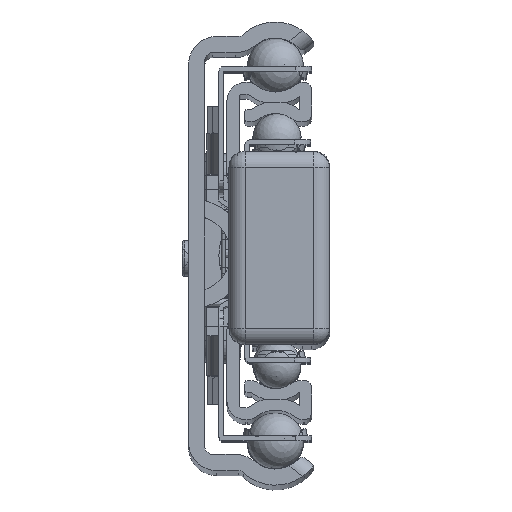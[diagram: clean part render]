
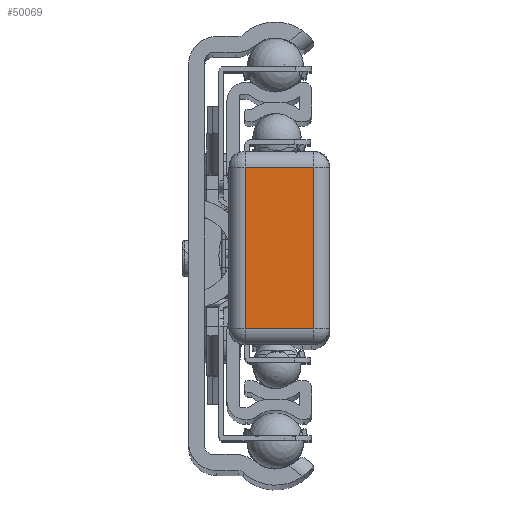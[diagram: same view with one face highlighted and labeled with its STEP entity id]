
A CAD part, top view. The second image highlights one B-rep face of the part: STEP entity #50069.
In plain terms, the highlighted planar face has unit normal (0, 0, 1).
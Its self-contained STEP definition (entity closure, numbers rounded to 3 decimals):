
#2661=PLANE('',#53494);
#5007=FACE_OUTER_BOUND('',#7616,.T.);
#7616=EDGE_LOOP('',(#35933,#35934,#35935,#35936));
#10623=LINE('',#77859,#14369);
#10625=LINE('',#77867,#14371);
#10627=LINE('',#77877,#14373);
#10629=LINE('',#77886,#14375);
#14369=VECTOR('',#60573,10.);
#14371=VECTOR('',#60581,10.);
#14373=VECTOR('',#60593,10.);
#14375=VECTOR('',#60605,10.);
#20472=VERTEX_POINT('',#77856);
#20473=VERTEX_POINT('',#77858);
#20476=VERTEX_POINT('',#77866);
#20479=VERTEX_POINT('',#77876);
#26221=EDGE_CURVE('',#20472,#20473,#10623,.T.);
#26225=EDGE_CURVE('',#20473,#20476,#10625,.T.);
#26230=EDGE_CURVE('',#20476,#20479,#10627,.T.);
#26235=EDGE_CURVE('',#20479,#20472,#10629,.T.);
#35933=ORIENTED_EDGE('',*,*,#26221,.F.);
#35934=ORIENTED_EDGE('',*,*,#26235,.F.);
#35935=ORIENTED_EDGE('',*,*,#26230,.F.);
#35936=ORIENTED_EDGE('',*,*,#26225,.F.);
#50069=ADVANCED_FACE('',(#5007),#2661,.T.);
#53494=AXIS2_PLACEMENT_3D('',#77900,#60627,#60628);
#60573=DIRECTION('',(0.,1.,0.));
#60581=DIRECTION('',(1.,0.,0.));
#60593=DIRECTION('',(0.,-1.,0.));
#60605=DIRECTION('',(-1.,0.,0.));
#60627=DIRECTION('center_axis',(0.,0.,
1.));
#60628=DIRECTION('ref_axis',(-1.,0.,0.));
#77856=CARTESIAN_POINT('',(-3.75,-10.,575.));
#77858=CARTESIAN_POINT('',(-3.75,10.,575.));
#77859=CARTESIAN_POINT('',(-3.75,-5.,575.));
#77866=CARTESIAN_POINT('',(4.75,10.,575.));
#77867=CARTESIAN_POINT('',(-1.625,10.,575.));
#77876=CARTESIAN_POINT('',(4.75,-10.,575.));
#77877=CARTESIAN_POINT('',(4.75,5.,575.));
#77886=CARTESIAN_POINT('',(2.625,-10.,575.));
#77900=CARTESIAN_POINT('Origin',(0.5,0.,
575.));
